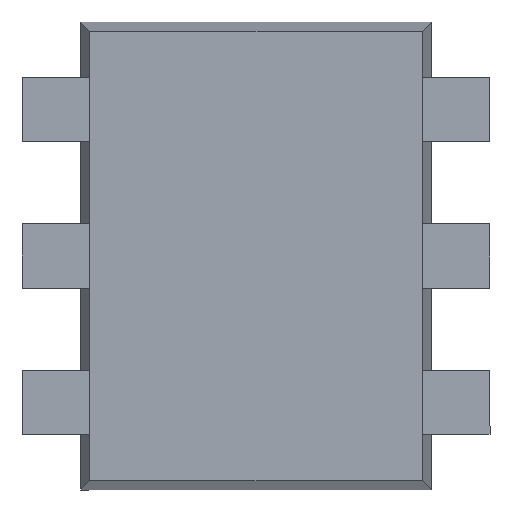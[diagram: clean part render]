
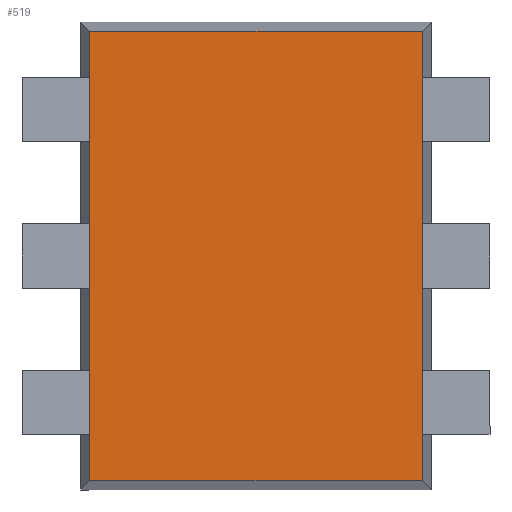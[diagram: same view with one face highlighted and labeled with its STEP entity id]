
A CAD part, front view. The second image highlights one B-rep face of the part: STEP entity #519.
In plain terms, the highlighted planar face has unit normal (0, -1, 0).
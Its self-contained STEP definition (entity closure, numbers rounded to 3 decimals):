
#35 = LINE ( 'NONE', #589, #172 ) ;
#59 = LINE ( 'NONE', #1361, #254 ) ;
#61 = DIRECTION ( 'NONE',  ( -1., 0., 0. ) ) ;
#93 = AXIS2_PLACEMENT_3D ( 'NONE', #739, #524, #61 ) ;
#127 = DIRECTION ( 'NONE',  ( -1., 0., 0. ) ) ;
#170 = LINE ( 'NONE', #622, #1080 ) ;
#172 = VECTOR ( 'NONE', #127, 1000. ) ;
#196 = EDGE_CURVE ( 'NONE', #942, #1015, #35, .T. ) ;
#254 = VECTOR ( 'NONE', #1127, 1000. ) ;
#280 = PLANE ( 'NONE',  #93 ) ;
#331 = EDGE_CURVE ( 'NONE', #1162, #485, #170, .T. ) ;
#402 = EDGE_LOOP ( 'NONE', ( #1288, #1054, #1056, #685 ) ) ;
#456 = LINE ( 'NONE', #684, #885 ) ;
#485 = VERTEX_POINT ( 'NONE', #1435 ) ;
#519 = ADVANCED_FACE ( 'NONE', ( #693 ), #280, .F. ) ;
#524 = DIRECTION ( 'NONE',  ( 0., 1., 0. ) ) ;
#538 = CARTESIAN_POINT ( 'NONE',  ( -0.568, 0., -0.768 ) ) ;
#575 = DIRECTION ( 'NONE',  ( 0., 0., 1. ) ) ;
#589 = CARTESIAN_POINT ( 'NONE',  ( -0.6, 0., 0.768 ) ) ;
#622 = CARTESIAN_POINT ( 'NONE',  ( -0.6, 0., -0.768 ) ) ;
#684 = CARTESIAN_POINT ( 'NONE',  ( 0.568, 0., 0.8 ) ) ;
#685 = ORIENTED_EDGE ( 'NONE', *, *, #1227, .T. ) ;
#693 = FACE_OUTER_BOUND ( 'NONE', #402, .T. ) ;
#728 = DIRECTION ( 'NONE',  ( 1., 0., 0. ) ) ;
#739 = CARTESIAN_POINT ( 'NONE',  ( 0., 0., 0. ) ) ;
#837 = CARTESIAN_POINT ( 'NONE',  ( -0.568, 0., 0.768 ) ) ;
#885 = VECTOR ( 'NONE', #575, 1000. ) ;
#921 = EDGE_CURVE ( 'NONE', #485, #942, #456, .T. ) ;
#922 = CARTESIAN_POINT ( 'NONE',  ( 0.568, 0., 0.768 ) ) ;
#942 = VERTEX_POINT ( 'NONE', #922 ) ;
#1015 = VERTEX_POINT ( 'NONE', #837 ) ;
#1054 = ORIENTED_EDGE ( 'NONE', *, *, #921, .T. ) ;
#1056 = ORIENTED_EDGE ( 'NONE', *, *, #196, .T. ) ;
#1080 = VECTOR ( 'NONE', #728, 1000. ) ;
#1127 = DIRECTION ( 'NONE',  ( 0., 0., -1. ) ) ;
#1162 = VERTEX_POINT ( 'NONE', #538 ) ;
#1227 = EDGE_CURVE ( 'NONE', #1015, #1162, #59, .T. ) ;
#1288 = ORIENTED_EDGE ( 'NONE', *, *, #331, .T. ) ;
#1361 = CARTESIAN_POINT ( 'NONE',  ( -0.568, 0., 0.8 ) ) ;
#1435 = CARTESIAN_POINT ( 'NONE',  ( 0.568, 0., -0.768 ) ) ;
